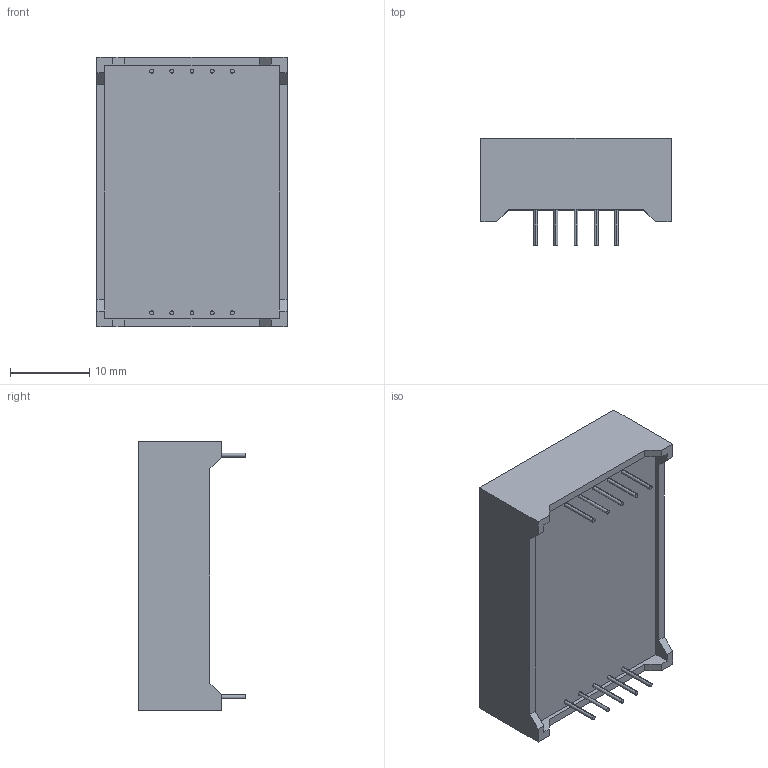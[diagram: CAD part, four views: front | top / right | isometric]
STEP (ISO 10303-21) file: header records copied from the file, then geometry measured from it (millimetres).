
FILE_DESCRIPTION (( 'STEP AP203' ), '1' );
FILE_NAME ('7seg1inch.STEP', '2014-09-05T12:11:44', ( '' ), ( '' ), 'SwSTEP 2.0', 'SolidWorks 2014', '' );
FILE_SCHEMA (( 'CONFIG_CONTROL_DESIGN' ));
Length unit declared in the file: millimetre
Products named in the file (1): 7seg1inch
Bounding box: 24 x 13.5 x 34 mm (x, y, z)
Volume: 7010.4 mm3; surface area: 2887.2 mm2
Topology: 1 solids, 1 shells, 110 faces, 270 edges, 180 vertices
Faces by surface type: plane 80, cylinder 30
Entity records: 3311 total; most frequent: CARTESIAN_POINT 561, DIRECTION 552, ORIENTED_EDGE 540, EDGE_CURVE 270, LINE 210, VECTOR 210, VERTEX_POINT 180, AXIS2_PLACEMENT_3D 171
